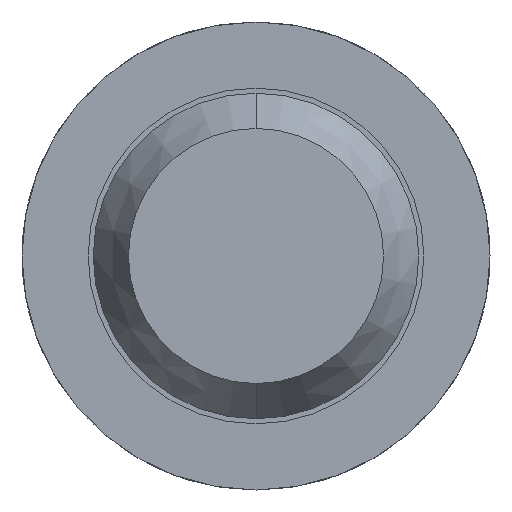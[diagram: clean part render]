
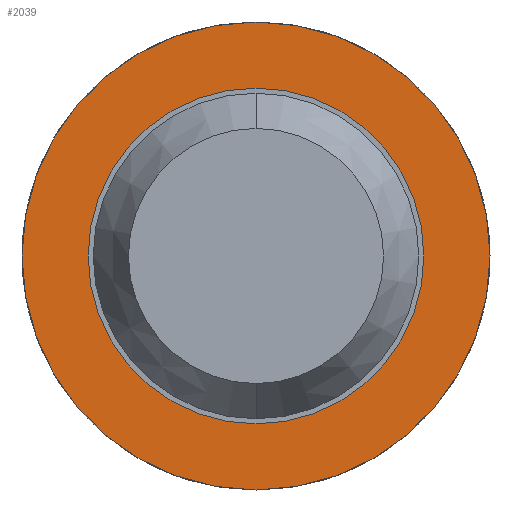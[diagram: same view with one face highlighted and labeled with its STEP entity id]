
A CAD part, front view. The second image highlights one B-rep face of the part: STEP entity #2039.
In plain terms, the highlighted planar face has unit normal (0, -1, 0).
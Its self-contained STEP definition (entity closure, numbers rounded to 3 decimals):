
#29 = CIRCLE ( 'NONE', #494, 0.825 ) ;
#114 = AXIS2_PLACEMENT_3D ( 'NONE', #490, #1991, #130 ) ;
#130 = DIRECTION ( 'NONE',  ( 0., 0., 1. ) ) ;
#158 = DIRECTION ( 'NONE',  ( 0., 1., 0. ) ) ;
#438 = ORIENTED_EDGE ( 'NONE', *, *, #1077, .F. ) ;
#471 = AXIS2_PLACEMENT_3D ( 'NONE', #3144, #3513, #2405 ) ;
#490 = CARTESIAN_POINT ( 'NONE',  ( 0.825, -1.7, 0. ) ) ;
#494 = AXIS2_PLACEMENT_3D ( 'NONE', #2371, #158, #3480 ) ;
#641 = CARTESIAN_POINT ( 'NONE',  ( 0., -1.7, -1.15 ) ) ;
#940 = VERTEX_POINT ( 'NONE', #1889 ) ;
#1023 = DIRECTION ( 'NONE',  ( 0., 0., 1. ) ) ;
#1077 = EDGE_CURVE ( 'Defeature ausgef�hrt2_10+Defeature ausgef�hrt2_14+Defeature ausgef�hrt2_14+Defeature ausgef�hrt2_14', #4806, #1799, #1948, .T. ) ;
#1321 = DIRECTION ( 'NONE',  ( 0., 1., 0. ) ) ;
#1778 = FACE_OUTER_BOUND ( 'NONE', #2112, .T. ) ;
#1799 = VERTEX_POINT ( 'NONE', #641 ) ;
#1802 = CARTESIAN_POINT ( 'NONE',  ( 0., -1.7, 1.15 ) ) ;
#1889 = CARTESIAN_POINT ( 'NONE',  ( 0., -1.7, -0.825 ) ) ;
#1948 = CIRCLE ( 'NONE', #4327, 1.15 ) ;
#1991 = DIRECTION ( 'NONE',  ( 0., 1., 0. ) ) ;
#2039 = ADVANCED_FACE ( 'Defeature ausgef�hrt2_14', ( #1778, #2978 ), #2325, .F. ) ;
#2112 = EDGE_LOOP ( 'NONE', ( #438, #4324 ) ) ;
#2123 = ORIENTED_EDGE ( 'NONE', *, *, #4069, .T. ) ;
#2187 = DIRECTION ( 'NONE',  ( 0., 1., 0. ) ) ;
#2325 = PLANE ( 'NONE',  #114 ) ;
#2371 = CARTESIAN_POINT ( 'NONE',  ( 0., -1.7, 0. ) ) ;
#2405 = DIRECTION ( 'NONE',  ( 0., 0., 1. ) ) ;
#2421 = DIRECTION ( 'NONE',  ( 0., 0., 1. ) ) ;
#2461 = CIRCLE ( 'NONE', #471, 0.825 ) ;
#2860 = EDGE_CURVE ( 'Defeature ausgef�hrt2_14+Defeature ausgef�hrt2_13+Defeature ausgef�hrt2_13+Defeature ausgef�hrt2_13', #940, #4027, #2461, .T. ) ;
#2864 = CARTESIAN_POINT ( 'NONE',  ( 0., -1.7, 0. ) ) ;
#2978 = FACE_BOUND ( 'NONE', #3088, .T. ) ;
#2990 = EDGE_CURVE ( 'Defeature ausgef�hrt2_10+Defeature ausgef�hrt2_14+Defeature ausgef�hrt2_14+Defeature ausgef�hrt2_14', #1799, #4806, #3498, .T. ) ;
#3088 = EDGE_LOOP ( 'NONE', ( #2123, #4335 ) ) ;
#3144 = CARTESIAN_POINT ( 'NONE',  ( 0., -1.7, 0. ) ) ;
#3480 = DIRECTION ( 'NONE',  ( 0., 0., 1. ) ) ;
#3498 = CIRCLE ( 'NONE', #4398, 1.15 ) ;
#3513 = DIRECTION ( 'NONE',  ( 0., 1., 0. ) ) ;
#4027 = VERTEX_POINT ( 'NONE', #4578 ) ;
#4069 = EDGE_CURVE ( 'Defeature ausgef�hrt2_14+Defeature ausgef�hrt2_13+Defeature ausgef�hrt2_13+Defeature ausgef�hrt2_13', #4027, #940, #29, .T. ) ;
#4324 = ORIENTED_EDGE ( 'NONE', *, *, #2990, .F. ) ;
#4327 = AXIS2_PLACEMENT_3D ( 'NONE', #4671, #1321, #2421 ) ;
#4335 = ORIENTED_EDGE ( 'NONE', *, *, #2860, .T. ) ;
#4398 = AXIS2_PLACEMENT_3D ( 'NONE', #2864, #2187, #1023 ) ;
#4578 = CARTESIAN_POINT ( 'NONE',  ( 0., -1.7, 0.825 ) ) ;
#4671 = CARTESIAN_POINT ( 'NONE',  ( 0., -1.7, 0. ) ) ;
#4806 = VERTEX_POINT ( 'NONE', #1802 ) ;
